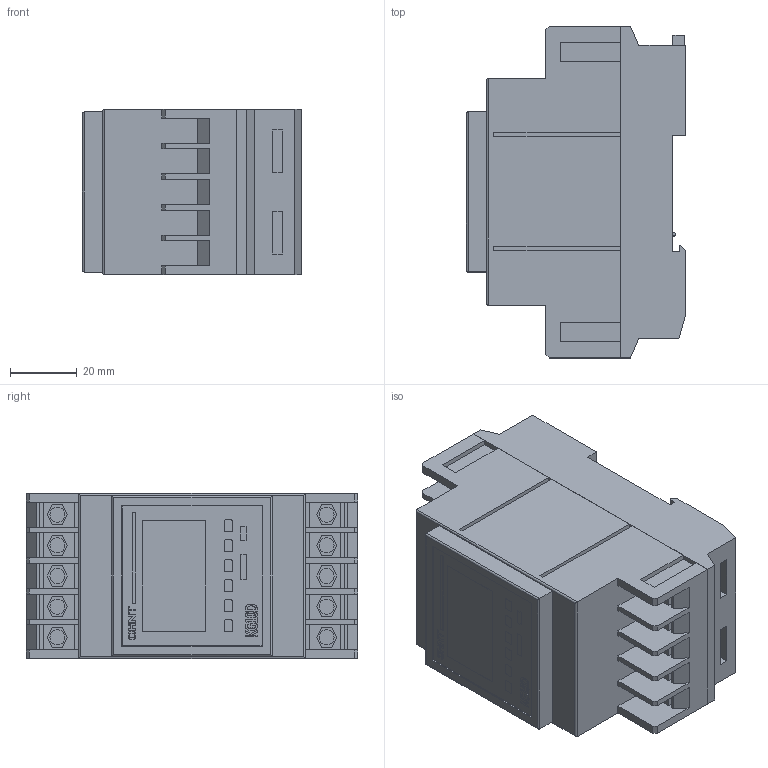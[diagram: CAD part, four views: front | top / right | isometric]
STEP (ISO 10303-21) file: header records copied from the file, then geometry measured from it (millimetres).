
FILE_DESCRIPTION (( 'STEP AP203' ), '1' );
FILE_NAME ('KG10D蚾饜极.STEP', '2020-12-14T01:35:41', ( 'test' ), ( 'Chint.com' ), 'SwSTEP 2.0', 'SolidWorks 2005204', '' );
FILE_SCHEMA (( 'CONFIG_CONTROL_DESIGN' ));
Length unit declared in the file: millimetre
Products named in the file (5): KG10D_默认; KG10D底座_默认; KG10D蚾饜极; KG10D标牌1_默认; KG10限制件_默认
Assembly tree (4 placements, depth 2):
  KG10D蚾饜极
    KG10D_默认
    KG10D底座_默认
    KG10D标牌1_默认
    KG10限制件_默认
Bounding box: 65.7 x 99.5 x 49.5 mm (x, y, z)
Volume: 242533.9 mm3; surface area: 51991.2 mm2
Topology: 6 solids, 6 shells, 697 faces, 1993 edges, 1324 vertices
Faces by surface type: plane 520, cylinder 119, bspline 54, torus 4
Entity records: 25536 total; most frequent: CARTESIAN_POINT 6787, ORIENTED_EDGE 3986, DIRECTION 3407, EDGE_CURVE 1993, VECTOR 1647, LINE 1647, VERTEX_POINT 1324, AXIS2_PLACEMENT_3D 880
